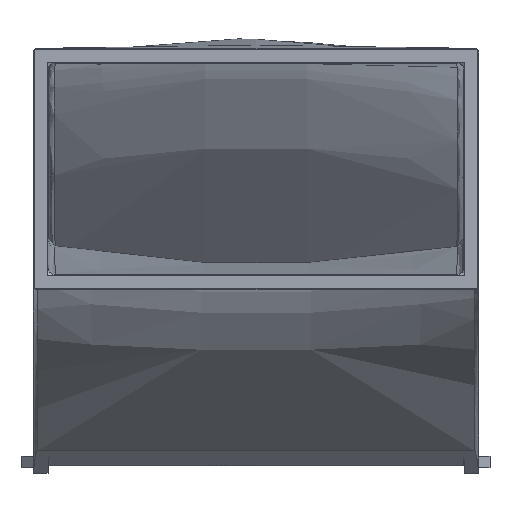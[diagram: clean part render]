
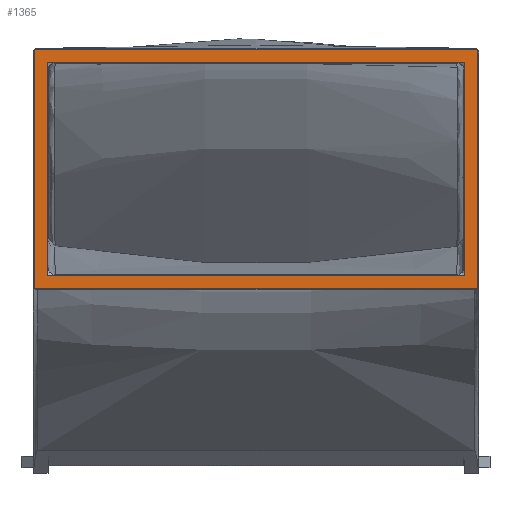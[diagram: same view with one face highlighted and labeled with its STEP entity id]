
A CAD part, left-side view. The second image highlights one B-rep face of the part: STEP entity #1365.
In plain terms, the highlighted planar face has unit normal (-1, 0, 0).
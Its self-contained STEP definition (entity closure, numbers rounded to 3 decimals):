
#114 = CARTESIAN_POINT ( 'NONE',  ( -286.9, -28.1, 55.3 ) ) ;
#356 = CARTESIAN_POINT ( 'NONE',  ( -286.9, 29.8, 57. ) ) ;
#492 = LINE ( 'NONE', #578, #3630 ) ;
#553 = EDGE_CURVE ( 'NONE', #2439, #7962, #2362, .T. ) ;
#562 = EDGE_CURVE ( 'NONE', #1002, #4053, #1672, .T. ) ;
#578 = CARTESIAN_POINT ( 'NONE',  ( -286.9, 28.1, 26.6 ) ) ;
#660 = EDGE_CURVE ( 'NONE', #6580, #7820, #6349, .T. ) ;
#822 = EDGE_CURVE ( 'NONE', #7962, #1002, #4228, .T. ) ;
#1002 = VERTEX_POINT ( 'NONE', #4797 ) ;
#1154 = ORIENTED_EDGE ( 'NONE', *, *, #553, .T. ) ;
#1365 = ADVANCED_FACE ( 'NONE', ( #2028, #3831 ), #1941, .F. ) ;
#1473 = DIRECTION ( 'NONE',  ( 0., 0., -1. ) ) ;
#1562 = ORIENTED_EDGE ( 'NONE', *, *, #6704, .F. ) ;
#1672 = LINE ( 'NONE', #7001, #2497 ) ;
#1691 = VECTOR ( 'NONE', #7459, 1000. ) ;
#1817 = AXIS2_PLACEMENT_3D ( 'NONE', #5222, #5348, #7220 ) ;
#1941 = PLANE ( 'NONE',  #1817 ) ;
#2028 = FACE_BOUND ( 'NONE', #6963, .T. ) ;
#2171 = LINE ( 'NONE', #2830, #1691 ) ;
#2266 = EDGE_CURVE ( 'NONE', #7820, #5282, #3029, .T. ) ;
#2362 = LINE ( 'NONE', #4792, #2783 ) ;
#2439 = VERTEX_POINT ( 'NONE', #5422 ) ;
#2497 = VECTOR ( 'NONE', #6751, 1000. ) ;
#2783 = VECTOR ( 'NONE', #7658, 1000. ) ;
#2830 = CARTESIAN_POINT ( 'NONE',  ( -286.9, -29.8, 24.9 ) ) ;
#2895 = CARTESIAN_POINT ( 'NONE',  ( -286.9, 29.8, 57. ) ) ;
#2915 = EDGE_CURVE ( 'NONE', #4053, #2439, #492, .T. ) ;
#3029 = LINE ( 'NONE', #7708, #6556 ) ;
#3552 = ORIENTED_EDGE ( 'NONE', *, *, #2915, .T. ) ;
#3630 = VECTOR ( 'NONE', #7794, 1000. ) ;
#3698 = DIRECTION ( 'NONE',  ( 0., 0., -1. ) ) ;
#3831 = FACE_OUTER_BOUND ( 'NONE', #6752, .T. ) ;
#3909 = VECTOR ( 'NONE', #8117, 1000. ) ;
#4053 = VERTEX_POINT ( 'NONE', #6532 ) ;
#4228 = LINE ( 'NONE', #114, #4741 ) ;
#4399 = CARTESIAN_POINT ( 'NONE',  ( -286.9, 29.8, 24.9 ) ) ;
#4490 = CARTESIAN_POINT ( 'NONE',  ( -286.9, 29.8, 24.9 ) ) ;
#4741 = VECTOR ( 'NONE', #1473, 1000. ) ;
#4792 = CARTESIAN_POINT ( 'NONE',  ( -286.9, 28.1, 55.3 ) ) ;
#4795 = ORIENTED_EDGE ( 'NONE', *, *, #2266, .F. ) ;
#4797 = CARTESIAN_POINT ( 'NONE',  ( -286.9, -28.1, 26.6 ) ) ;
#5071 = VERTEX_POINT ( 'NONE', #4399 ) ;
#5222 = CARTESIAN_POINT ( 'NONE',  ( -286.9, 0., 0. ) ) ;
#5282 = VERTEX_POINT ( 'NONE', #5918 ) ;
#5348 = DIRECTION ( 'NONE',  ( 1., 0., 0. ) ) ;
#5422 = CARTESIAN_POINT ( 'NONE',  ( -286.9, 28.1, 55.3 ) ) ;
#5743 = VECTOR ( 'NONE', #7971, 1000. ) ;
#5918 = CARTESIAN_POINT ( 'NONE',  ( -286.9, -29.8, 24.9 ) ) ;
#6349 = LINE ( 'NONE', #356, #3909 ) ;
#6532 = CARTESIAN_POINT ( 'NONE',  ( -286.9, 28.1, 26.6 ) ) ;
#6556 = VECTOR ( 'NONE', #3698, 1000. ) ;
#6580 = VERTEX_POINT ( 'NONE', #2895 ) ;
#6704 = EDGE_CURVE ( 'NONE', #5282, #5071, #2171, .T. ) ;
#6751 = DIRECTION ( 'NONE',  ( 0., 1., 0. ) ) ;
#6752 = EDGE_LOOP ( 'NONE', ( #8503, #1562, #4795, #7623 ) ) ;
#6963 = EDGE_LOOP ( 'NONE', ( #7736, #7895, #3552, #1154 ) ) ;
#7001 = CARTESIAN_POINT ( 'NONE',  ( -286.9, -28.1, 26.6 ) ) ;
#7220 = DIRECTION ( 'NONE',  ( 0., 0., -1. ) ) ;
#7459 = DIRECTION ( 'NONE',  ( 0., 1., 0. ) ) ;
#7623 = ORIENTED_EDGE ( 'NONE', *, *, #660, .F. ) ;
#7658 = DIRECTION ( 'NONE',  ( 0., -1., 0. ) ) ;
#7708 = CARTESIAN_POINT ( 'NONE',  ( -286.9, -29.8, 57. ) ) ;
#7735 = CARTESIAN_POINT ( 'NONE',  ( -286.9, -29.8, 57. ) ) ;
#7736 = ORIENTED_EDGE ( 'NONE', *, *, #822, .T. ) ;
#7794 = DIRECTION ( 'NONE',  ( 0., 0., 1. ) ) ;
#7820 = VERTEX_POINT ( 'NONE', #7735 ) ;
#7895 = ORIENTED_EDGE ( 'NONE', *, *, #562, .T. ) ;
#7962 = VERTEX_POINT ( 'NONE', #8656 ) ;
#7971 = DIRECTION ( 'NONE',  ( 0., 0., 1. ) ) ;
#8117 = DIRECTION ( 'NONE',  ( 0., -1., 0. ) ) ;
#8469 = LINE ( 'NONE', #4490, #5743 ) ;
#8503 = ORIENTED_EDGE ( 'NONE', *, *, #8527, .F. ) ;
#8527 = EDGE_CURVE ( 'NONE', #5071, #6580, #8469, .T. ) ;
#8656 = CARTESIAN_POINT ( 'NONE',  ( -286.9, -28.1, 55.3 ) ) ;
